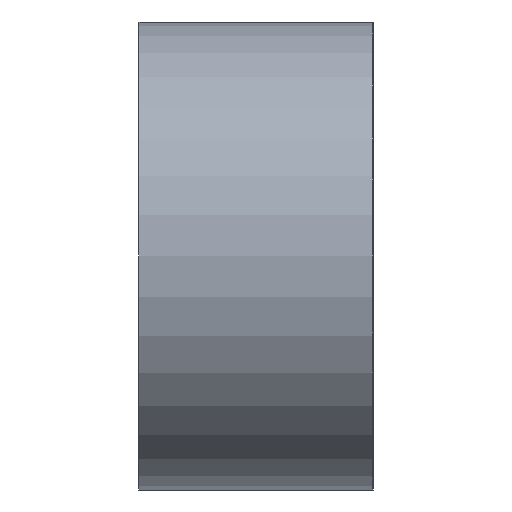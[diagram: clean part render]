
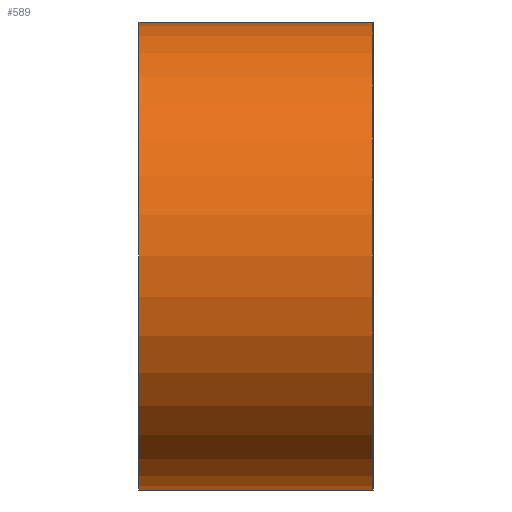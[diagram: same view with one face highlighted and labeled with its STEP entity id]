
A CAD part, left-side view. The second image highlights one B-rep face of the part: STEP entity #589.
In plain terms, the highlighted cylindrical face has radius 4 mm (diameter 8 mm), a partial arc.
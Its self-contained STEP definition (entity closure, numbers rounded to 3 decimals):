
#15 = AXIS2_PLACEMENT_3D ( 'NONE', #674, #1949, #505 ) ;
#65 = CYLINDRICAL_SURFACE ( 'NONE', #15, 4. ) ;
#112 = ORIENTED_EDGE ( 'NONE', *, *, #746, .F. ) ;
#218 = CIRCLE ( 'NONE', #1612, 4. ) ;
#270 = CARTESIAN_POINT ( 'NONE',  ( -112., 4., -4. ) ) ;
#438 = VERTEX_POINT ( 'NONE', #584 ) ;
#497 = EDGE_CURVE ( 'NONE', #1868, #1838, #218, .T. ) ;
#505 = DIRECTION ( 'NONE',  ( 0., 0., -1. ) ) ;
#540 = DIRECTION ( 'NONE',  ( 0., -1., 0. ) ) ;
#584 = CARTESIAN_POINT ( 'NONE',  ( -112., 4., 4. ) ) ;
#589 = ADVANCED_FACE ( 'NONE', ( #1470 ), #65, .T. ) ;
#623 = VECTOR ( 'NONE', #863, 1000. ) ;
#674 = CARTESIAN_POINT ( 'NONE',  ( -112., 4., 0. ) ) ;
#746 = EDGE_CURVE ( 'NONE', #2109, #438, #2027, .T. ) ;
#852 = CARTESIAN_POINT ( 'NONE',  ( -112., 0., 0. ) ) ;
#863 = DIRECTION ( 'NONE',  ( 0., -1., 0. ) ) ;
#934 = CARTESIAN_POINT ( 'NONE',  ( -112., 0., 4. ) ) ;
#978 = DIRECTION ( 'NONE',  ( 0., 1., 0. ) ) ;
#1110 = LINE ( 'NONE', #1556, #623 ) ;
#1198 = ORIENTED_EDGE ( 'NONE', *, *, #1916, .F. ) ;
#1281 = LINE ( 'NONE', #1306, #2100 ) ;
#1306 = CARTESIAN_POINT ( 'NONE',  ( -112., 4., 4. ) ) ;
#1470 = FACE_OUTER_BOUND ( 'NONE', #1895, .T. ) ;
#1483 = CARTESIAN_POINT ( 'NONE',  ( -112., 0., -4. ) ) ;
#1548 = DIRECTION ( 'NONE',  ( 0., 0., 1. ) ) ;
#1556 = CARTESIAN_POINT ( 'NONE',  ( -112., 4., -4. ) ) ;
#1569 = ORIENTED_EDGE ( 'NONE', *, *, #1592, .T. ) ;
#1592 = EDGE_CURVE ( 'NONE', #2109, #1868, #1110, .T. ) ;
#1612 = AXIS2_PLACEMENT_3D ( 'NONE', #852, #978, #1548 ) ;
#1662 = AXIS2_PLACEMENT_3D ( 'NONE', #1993, #1820, #2387 ) ;
#1820 = DIRECTION ( 'NONE',  ( 0., 1., 0. ) ) ;
#1838 = VERTEX_POINT ( 'NONE', #934 ) ;
#1868 = VERTEX_POINT ( 'NONE', #1483 ) ;
#1895 = EDGE_LOOP ( 'NONE', ( #2041, #1198, #112, #1569 ) ) ;
#1916 = EDGE_CURVE ( 'NONE', #438, #1838, #1281, .T. ) ;
#1949 = DIRECTION ( 'NONE',  ( 0., -1., 0. ) ) ;
#1993 = CARTESIAN_POINT ( 'NONE',  ( -112., 4., 0. ) ) ;
#2027 = CIRCLE ( 'NONE', #1662, 4. ) ;
#2041 = ORIENTED_EDGE ( 'NONE', *, *, #497, .T. ) ;
#2100 = VECTOR ( 'NONE', #540, 1000. ) ;
#2109 = VERTEX_POINT ( 'NONE', #270 ) ;
#2387 = DIRECTION ( 'NONE',  ( 0., 0., 1. ) ) ;
